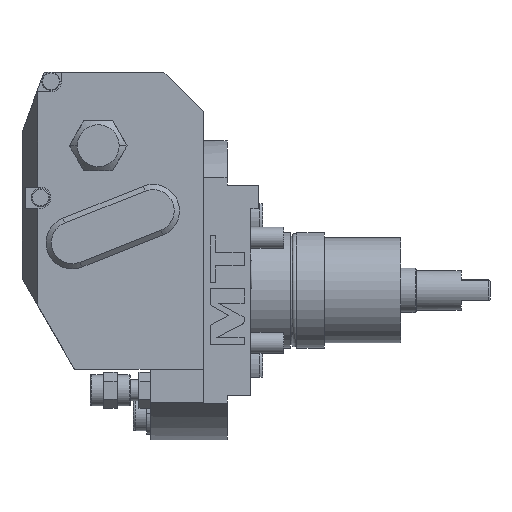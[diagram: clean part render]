
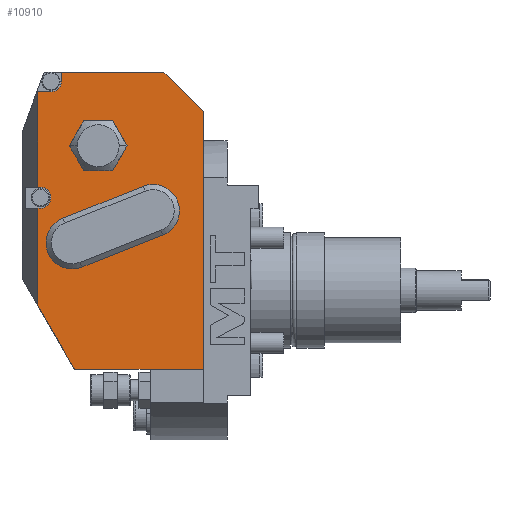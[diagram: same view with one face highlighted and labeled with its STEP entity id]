
A CAD part, front view. The second image highlights one B-rep face of the part: STEP entity #10910.
In plain terms, the highlighted planar face has unit normal (0, -1, 0).
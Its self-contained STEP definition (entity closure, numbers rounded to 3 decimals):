
#59=DIRECTION('',(-1.,0.,0.));
#60=VECTOR('',#59,49.);
#61=CARTESIAN_POINT('',(-18.,-67.,-30.));
#62=LINE('',#61,#60);
#85=DIRECTION('',(0.,0.,-1.));
#86=VECTOR('',#85,98.);
#87=CARTESIAN_POINT('',(-18.,-67.,68.));
#88=LINE('',#87,#86);
#101=DIRECTION('',(-0.707,0.,0.707));
#102=VECTOR('',#101,21.213);
#103=CARTESIAN_POINT('',(-18.,-67.,68.));
#104=LINE('',#103,#102);
#113=DIRECTION('',(1.,0.,0.));
#114=VECTOR('',#113,39.);
#115=CARTESIAN_POINT('',(-72.,-67.,83.));
#116=LINE('',#115,#114);
#173=DIRECTION('',(-0.5,0.,0.866));
#174=VECTOR('',#173,28.);
#175=CARTESIAN_POINT('',(-67.,-67.,-30.));
#176=LINE('',#175,#174);
#3821=DIRECTION('',(0.,0.,-1.));
#3822=VECTOR('',#3821,37.001);
#3823=CARTESIAN_POINT('',(-81.,-67.,31.25));
#3824=LINE('',#3823,#3822);
#3825=DIRECTION('',(1.,0.,0.));
#3826=VECTOR('',#3825,1.);
#3827=CARTESIAN_POINT('',(-81.,-67.,31.25));
#3828=LINE('',#3827,#3826);
#3829=CARTESIAN_POINT('',(-80.,-67.,35.25));
#3830=DIRECTION('',(0.,-1.,0.));
#3831=DIRECTION('',(0.,0.,-1.));
#3832=AXIS2_PLACEMENT_3D('',#3829,#3830,#3831);
#3834=DIRECTION('',(1.,0.,0.));
#3835=VECTOR('',#3834,1.);
#3836=CARTESIAN_POINT('',(-81.,-67.,39.25));
#3837=LINE('',#3836,#3835);
#3838=DIRECTION('',(0.,0.,-1.));
#3839=VECTOR('',#3838,36.25);
#3840=CARTESIAN_POINT('',(-81.,-67.,75.5));
#3841=LINE('',#3840,#3839);
#3842=DIRECTION('',(1.,0.,0.));
#3843=VECTOR('',#3842,5.);
#3844=CARTESIAN_POINT('',(-81.,-67.,75.5));
#3845=LINE('',#3844,#3843);
#3846=DIRECTION('',(0.,0.,-1.));
#3847=VECTOR('',#3846,3.5);
#3848=CARTESIAN_POINT('',(-72.,-67.,83.));
#3849=LINE('',#3848,#3847);
#3850=CARTESIAN_POINT('',(-67.874,-67.,18.123));
#3851=DIRECTION('',(0.,1.,0.));
#3852=DIRECTION('',(0.368,0.,-0.93));
#3853=AXIS2_PLACEMENT_3D('',#3850,#3851,#3852);
#3855=DIRECTION('',(-0.93,0.,-0.368));
#3856=VECTOR('',#3855,33.069);
#3857=CARTESIAN_POINT('',(-33.445,-67.,20.987));
#3858=LINE('',#3857,#3856);
#3859=CARTESIAN_POINT('',(-37.123,-67.,30.286));
#3860=DIRECTION('',(0.,1.,0.));
#3861=DIRECTION('',(-0.368,0.,0.93));
#3862=AXIS2_PLACEMENT_3D('',#3859,#3860,#3861);
#3864=DIRECTION('',(0.93,0.,0.368));
#3865=VECTOR('',#3864,33.069);
#3866=CARTESIAN_POINT('',(-71.552,-67.,27.422));
#3867=LINE('',#3866,#3865);
#3953=CARTESIAN_POINT('',(-76.,-67.,79.5));
#3954=DIRECTION('',(0.,1.,0.));
#3955=DIRECTION('',(1.,0.,0.));
#3956=AXIS2_PLACEMENT_3D('',#3953,#3954,#3955);
#3967=CARTESIAN_POINT('',(-58.,-67.,55.));
#3968=DIRECTION('',(0.,1.,0.));
#3969=DIRECTION('',(-1.,0.,0.));
#3970=AXIS2_PLACEMENT_3D('',#3967,#3968,#3969);
#3972=CARTESIAN_POINT('',(-58.,-67.,55.));
#3973=DIRECTION('',(0.,1.,0.));
#3974=DIRECTION('',(1.,0.,0.));
#3975=AXIS2_PLACEMENT_3D('',#3972,#3973,#3974);
#5418=CARTESIAN_POINT('',(-64.196,-67.,8.824));
#5419=CARTESIAN_POINT('',(-71.552,-67.,27.422));
#5420=VERTEX_POINT('',#5418);
#5421=VERTEX_POINT('',#5419);
#5422=CARTESIAN_POINT('',(-40.801,-67.,39.585));
#5423=VERTEX_POINT('',#5422);
#5424=CARTESIAN_POINT('',(-33.445,-67.,20.987));
#5425=VERTEX_POINT('',#5424);
#5426=CARTESIAN_POINT('',(-18.,-67.,-30.));
#5427=CARTESIAN_POINT('',(-67.,-67.,-30.));
#5428=VERTEX_POINT('',#5426);
#5429=VERTEX_POINT('',#5427);
#5430=CARTESIAN_POINT('',(-18.,-67.,68.));
#5431=VERTEX_POINT('',#5430);
#5432=CARTESIAN_POINT('',(-33.,-67.,83.));
#5433=VERTEX_POINT('',#5432);
#5450=CARTESIAN_POINT('',(-72.,-67.,83.));
#5452=VERTEX_POINT('',#5450);
#5454=CARTESIAN_POINT('',(-72.,-67.,79.5));
#5455=VERTEX_POINT('',#5454);
#5463=CARTESIAN_POINT('',(-81.,-67.,-5.751));
#5465=VERTEX_POINT('',#5463);
#5467=CARTESIAN_POINT('',(-81.,-67.,75.5));
#5469=VERTEX_POINT('',#5467);
#5470=CARTESIAN_POINT('',(-76.,-67.,75.5));
#5471=VERTEX_POINT('',#5470);
#5474=CARTESIAN_POINT('',(-81.,-67.,31.25));
#5475=VERTEX_POINT('',#5474);
#5476=CARTESIAN_POINT('',(-81.,-67.,39.25));
#5477=VERTEX_POINT('',#5476);
#5479=CARTESIAN_POINT('',(-80.,-67.,39.25));
#5481=VERTEX_POINT('',#5479);
#5483=CARTESIAN_POINT('',(-80.,-67.,31.25));
#5485=VERTEX_POINT('',#5483);
#5848=CARTESIAN_POINT('',(-64.,-67.,55.));
#5849=CARTESIAN_POINT('',(-52.,-67.,55.));
#5850=VERTEX_POINT('',#5848);
#5851=VERTEX_POINT('',#5849);
#10870=CARTESIAN_POINT('',(-48.5,-67.,0.));
#10871=DIRECTION('',(0.,-1.,0.));
#10872=DIRECTION('',(0.,0.,1.));
#10873=AXIS2_PLACEMENT_3D('',#10870,#10871,#10872);
#10874=PLANE('',#10873);
#10875=ORIENTED_EDGE('',*,*,#6239,.T.);
#10876=ORIENTED_EDGE('',*,*,#10749,.F.);
#10878=ORIENTED_EDGE('',*,*,#10877,.T.);
#10880=ORIENTED_EDGE('',*,*,#10879,.T.);
#10882=ORIENTED_EDGE('',*,*,#10881,.F.);
#10883=ORIENTED_EDGE('',*,*,#10741,.F.);
#10884=ORIENTED_EDGE('',*,*,#10765,.T.);
#10886=ORIENTED_EDGE('',*,*,#10885,.F.);
#10887=ORIENTED_EDGE('',*,*,#10862,.F.);
#10888=ORIENTED_EDGE('',*,*,#6177,.T.);
#10889=ORIENTED_EDGE('',*,*,#6160,.F.);
#10890=ORIENTED_EDGE('',*,*,#6143,.T.);
#10891=ORIENTED_EDGE('',*,*,#6117,.T.);
#10892=EDGE_LOOP('',(#10875,#10876,#10878,#10880,#10882,#10883,#10884,#10886,
#10887,#10888,#10889,#10890,#10891));
#10893=FACE_OUTER_BOUND('',#10892,.F.);
#10895=ORIENTED_EDGE('',*,*,#10894,.F.);
#10897=ORIENTED_EDGE('',*,*,#10896,.F.);
#10898=EDGE_LOOP('',(#10895,#10897));
#10899=FACE_BOUND('',#10898,.F.);
#10901=ORIENTED_EDGE('',*,*,#10900,.F.);
#10903=ORIENTED_EDGE('',*,*,#10902,.F.);
#10905=ORIENTED_EDGE('',*,*,#10904,.F.);
#10907=ORIENTED_EDGE('',*,*,#10906,.F.);
#10908=EDGE_LOOP('',(#10901,#10903,#10905,#10907));
#10909=FACE_BOUND('',#10908,.F.);
#10910=ADVANCED_FACE('',(#10893,#10899,#10909),#10874,.T.);
#3833=CIRCLE('',#3832,4.);
#3854=CIRCLE('',#3853,10.);
#3863=CIRCLE('',#3862,10.);
#3957=CIRCLE('',#3956,4.);
#3971=CIRCLE('',#3970,6.);
#3976=CIRCLE('',#3975,6.);
#6117=EDGE_CURVE('',#5428,#5429,#62,.T.);
#6143=EDGE_CURVE('',#5431,#5428,#88,.T.);
#6160=EDGE_CURVE('',#5431,#5433,#104,.T.);
#6177=EDGE_CURVE('',#5452,#5433,#116,.T.);
#6239=EDGE_CURVE('',#5429,#5465,#176,.T.);
#10741=EDGE_CURVE('',#5469,#5477,#3841,.T.);
#10749=EDGE_CURVE('',#5475,#5465,#3824,.T.);
#10765=EDGE_CURVE('',#5469,#5471,#3845,.T.);
#10862=EDGE_CURVE('',#5452,#5455,#3849,.T.);
#10877=EDGE_CURVE('',#5475,#5485,#3828,.T.);
#10879=EDGE_CURVE('',#5485,#5481,#3833,.T.);
#10881=EDGE_CURVE('',#5477,#5481,#3837,.T.);
#10885=EDGE_CURVE('',#5455,#5471,#3957,.T.);
#10894=EDGE_CURVE('',#5850,#5851,#3971,.T.);
#10896=EDGE_CURVE('',#5851,#5850,#3976,.T.);
#10900=EDGE_CURVE('',#5420,#5421,#3854,.T.);
#10902=EDGE_CURVE('',#5425,#5420,#3858,.T.);
#10904=EDGE_CURVE('',#5423,#5425,#3863,.T.);
#10906=EDGE_CURVE('',#5421,#5423,#3867,.T.);
